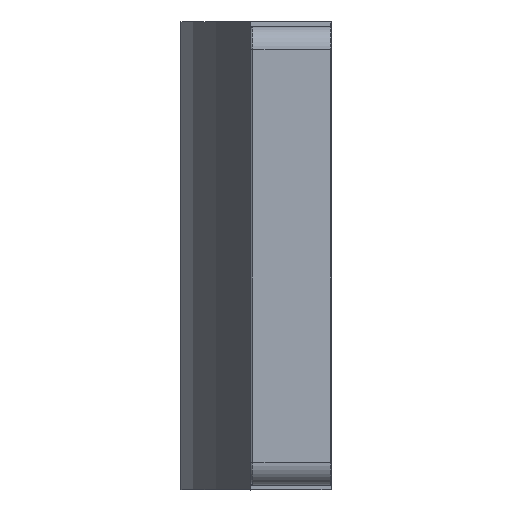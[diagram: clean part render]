
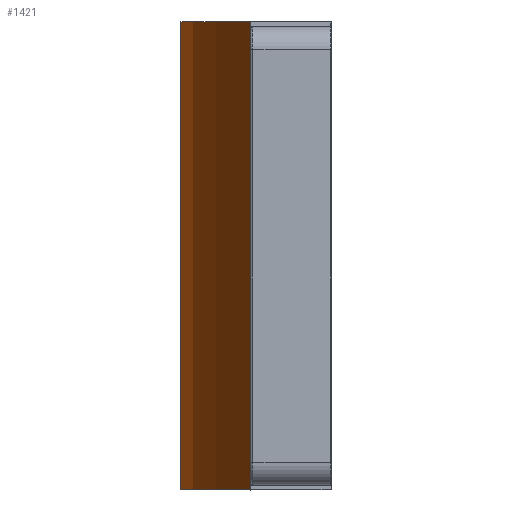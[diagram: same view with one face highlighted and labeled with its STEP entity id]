
A CAD part, left-side view. The second image highlights one B-rep face of the part: STEP entity #1421.
In plain terms, the highlighted cylindrical face has radius 20 mm (diameter 40 mm), a partial arc.
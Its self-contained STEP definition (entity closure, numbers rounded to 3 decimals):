
#184=LINE('',#2385,#314);
#186=LINE('',#2390,#316);
#314=VECTOR('',#1968,10.);
#316=VECTOR('',#1972,10.);
#362=CYLINDRICAL_SURFACE('',#1587,20.);
#437=FACE_OUTER_BOUND('',#525,.T.);
#525=EDGE_LOOP('',(#1301,#1302,#1303,#1304));
#600=CIRCLE('',#1580,20.);
#603=CIRCLE('',#1586,20.);
#715=VERTEX_POINT('',#2382);
#716=VERTEX_POINT('',#2384);
#717=VERTEX_POINT('',#2388);
#718=VERTEX_POINT('',#2389);
#904=EDGE_CURVE('',#716,#715,#184,.T.);
#906=EDGE_CURVE('',#717,#718,#186,.T.);
#920=EDGE_CURVE('',#717,#715,#600,.T.);
#927=EDGE_CURVE('',#718,#716,#603,.T.);
#1301=ORIENTED_EDGE('',*,*,#927,.T.);
#1302=ORIENTED_EDGE('',*,*,#904,.T.);
#1303=ORIENTED_EDGE('',*,*,#920,.F.);
#1304=ORIENTED_EDGE('',*,*,#906,.T.);
#1421=ADVANCED_FACE('',(#437),#362,.T.);
#1580=AXIS2_PLACEMENT_3D('',#2415,#1996,#1997);
#1586=AXIS2_PLACEMENT_3D('',#2427,#2012,#2013);
#1587=AXIS2_PLACEMENT_3D('',#2429,#2015,#2016);
#1968=DIRECTION('',(0.,0.,1.));
#1972=DIRECTION('',(0.,0.,-1.));
#1996=DIRECTION('center_axis',(0.,0.,1.));
#1997=DIRECTION('ref_axis',(0.535,0.845,0.));
#2012=DIRECTION('center_axis',(0.,0.,1.));
#2013=DIRECTION('ref_axis',(0.535,0.845,0.));
#2015=DIRECTION('center_axis',(0.,0.,1.));
#2016=DIRECTION('ref_axis',(0.535,0.845,0.));
#2382=CARTESIAN_POINT('',(-10.695,1.75,20.2));
#2384=CARTESIAN_POINT('',(-10.695,1.75,-0.2));
#2385=CARTESIAN_POINT('',(-10.695,1.75,0.));
#2388=CARTESIAN_POINT('',(10.695,1.75,20.2));
#2389=CARTESIAN_POINT('',(10.695,1.75,-0.2));
#2390=CARTESIAN_POINT('',(10.695,1.75,20.2));
#2415=CARTESIAN_POINT('Origin',(0.,-15.15,20.2));
#2427=CARTESIAN_POINT('Origin',(0.,-15.15,-0.2));
#2429=CARTESIAN_POINT('Origin',(0.,-15.15,0.));
